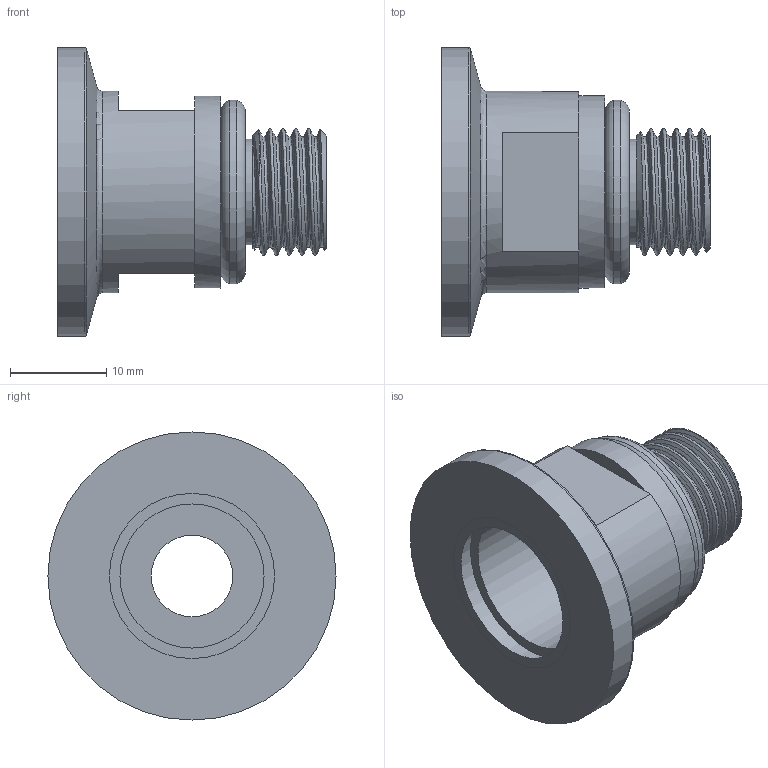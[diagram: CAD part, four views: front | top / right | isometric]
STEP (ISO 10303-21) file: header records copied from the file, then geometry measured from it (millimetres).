
FILE_DESCRIPTION (( 'STEP AP214' ), '1' );
FILE_NAME ('1KF16GM14FULLVAC.STEP', '2025-01-21T08:15:26', ( '' ), ( '' ), 'SwSTEP 2.0', 'SolidWorks 2017', '' );
FILE_SCHEMA (( 'AUTOMOTIVE_DESIGN' ));
Length unit declared in the file: millimetre
Products named in the file (1): 1KF16GM14FULLVAC
Bounding box: 28 x 30 x 30 mm (x, y, z)
Volume: 5384.1 mm3; surface area: 4631.7 mm2
Topology: 2 solids, 2 shells, 43 faces, 96 edges, 63 vertices
Faces by surface type: plane 19, cylinder 10, torus 5, bspline 5, cone 4
Full cylindrical faces by diameter (mm): 8.5 x1, 11 x1, 14 x1, 15 x2, 17.2 x1, 19.1 x1, 20 x1, 21 x1, 30 x1
Entity records: 3615 total; most frequent: CARTESIAN_POINT 2771, DIRECTION 162, ORIENTED_EDGE 138, AXIS2_PLACEMENT_3D 74, EDGE_LOOP 70, EDGE_CURVE 69, FACE_OUTER_BOUND 58, VERTEX_POINT 53
